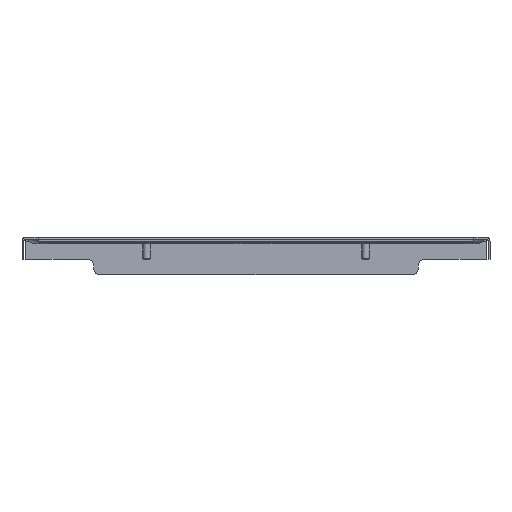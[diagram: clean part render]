
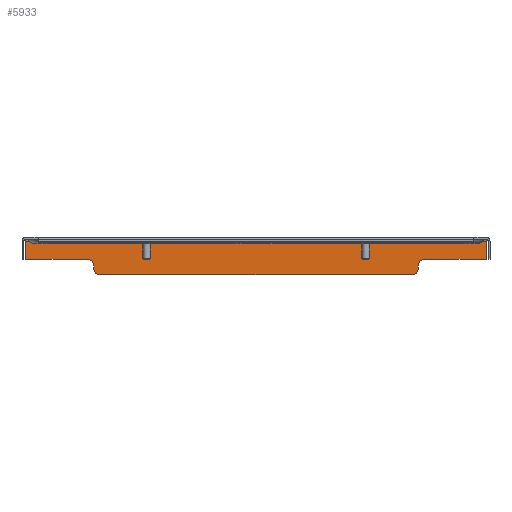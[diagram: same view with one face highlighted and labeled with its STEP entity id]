
A CAD part, front view. The second image highlights one B-rep face of the part: STEP entity #5933.
In plain terms, the highlighted planar face has unit normal (0, -1, 0).
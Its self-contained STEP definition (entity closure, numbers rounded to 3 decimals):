
#40 = EDGE_CURVE ( 'NONE', #3046, #331, #3983, .T. ) ;
#144 = LINE ( 'NONE', #1491, #3476 ) ;
#178 = CARTESIAN_POINT ( 'NONE',  ( -131.086, 598.5, -25. ) ) ;
#221 = DIRECTION ( 'NONE',  ( 0., 0., 1. ) ) ;
#256 = DIRECTION ( 'NONE',  ( 0., 0., -1. ) ) ;
#310 = VECTOR ( 'NONE', #6529, 1000. ) ;
#331 = VERTEX_POINT ( 'NONE', #6167 ) ;
#363 = VECTOR ( 'NONE', #4685, 1000. ) ;
#754 = CIRCLE ( 'NONE', #5401, 5. ) ;
#922 = EDGE_CURVE ( 'NONE', #3979, #3046, #3677, .T. ) ;
#944 = DIRECTION ( 'NONE',  ( 0., 0., -1. ) ) ;
#1106 = CIRCLE ( 'NONE', #1355, 5. ) ;
#1130 = EDGE_CURVE ( 'NONE', #3979, #3911, #2125, .T. ) ;
#1141 = EDGE_CURVE ( 'NONE', #331, #4304, #3982, .T. ) ;
#1242 = CIRCLE ( 'NONE', #4107, 5. ) ;
#1291 = ORIENTED_EDGE ( 'NONE', *, *, #1333, .T. ) ;
#1333 = EDGE_CURVE ( 'NONE', #4100, #4304, #7909, .T. ) ;
#1338 = ORIENTED_EDGE ( 'NONE', *, *, #1141, .F. ) ;
#1355 = AXIS2_PLACEMENT_3D ( 'NONE', #7607, #6364, #221 ) ;
#1446 = ORIENTED_EDGE ( 'NONE', *, *, #4428, .T. ) ;
#1464 = DIRECTION ( 'NONE',  ( 0., 1., 0. ) ) ;
#1491 = CARTESIAN_POINT ( 'NONE',  ( 0., 598.5, -30. ) ) ;
#1509 = ORIENTED_EDGE ( 'NONE', *, *, #40, .F. ) ;
#1518 = CARTESIAN_POINT ( 'NONE',  ( -186.086, 598.5, 0. ) ) ;
#1638 = CARTESIAN_POINT ( 'NONE',  ( -136.086, 598.5, -22.8 ) ) ;
#2125 = LINE ( 'NONE', #1518, #3770 ) ;
#2455 = CARTESIAN_POINT ( 'NONE',  ( -186.086, 598.5, -17.8 ) ) ;
#2506 = DIRECTION ( 'NONE',  ( 0., 0., 1. ) ) ;
#2678 = EDGE_CURVE ( 'NONE', #6156, #3765, #754, .T. ) ;
#2684 = PLANE ( 'NONE',  #7339 ) ;
#2687 = ORIENTED_EDGE ( 'NONE', *, *, #3578, .T. ) ;
#2696 = CARTESIAN_POINT ( 'NONE',  ( 131.086, 598.5, -22.8 ) ) ;
#2822 = VERTEX_POINT ( 'NONE', #5899 ) ;
#2929 = DIRECTION ( 'NONE',  ( 0., 1., 0. ) ) ;
#2990 = CARTESIAN_POINT ( 'NONE',  ( 131.086, 598.5, -30. ) ) ;
#3014 = CARTESIAN_POINT ( 'NONE',  ( -131.086, 598.5, -22.8 ) ) ;
#3046 = VERTEX_POINT ( 'NONE', #5678 ) ;
#3233 = CARTESIAN_POINT ( 'NONE',  ( 136.086, 598.5, -17.8 ) ) ;
#3240 = ORIENTED_EDGE ( 'NONE', *, *, #6270, .F. ) ;
#3252 = LINE ( 'NONE', #5751, #5595 ) ;
#3260 = DIRECTION ( 'NONE',  ( 1., 0., 0. ) ) ;
#3275 = CARTESIAN_POINT ( 'NONE',  ( 0., 598.5, 0. ) ) ;
#3476 = VECTOR ( 'NONE', #3260, 1000. ) ;
#3578 = EDGE_CURVE ( 'NONE', #3867, #6622, #1242, .T. ) ;
#3613 = AXIS2_PLACEMENT_3D ( 'NONE', #4145, #2929, #5415 ) ;
#3677 = LINE ( 'NONE', #6865, #5611 ) ;
#3708 = DIRECTION ( 'NONE',  ( 0., -1., 0. ) ) ;
#3727 = CARTESIAN_POINT ( 'NONE',  ( -186.086, 598.5, -3. ) ) ;
#3765 = VERTEX_POINT ( 'NONE', #4454 ) ;
#3770 = VECTOR ( 'NONE', #944, 1000. ) ;
#3867 = VERTEX_POINT ( 'NONE', #4174 ) ;
#3875 = ORIENTED_EDGE ( 'NONE', *, *, #922, .F. ) ;
#3911 = VERTEX_POINT ( 'NONE', #2455 ) ;
#3928 = DIRECTION ( 'NONE',  ( 0., 0., 1. ) ) ;
#3979 = VERTEX_POINT ( 'NONE', #3727 ) ;
#3982 = LINE ( 'NONE', #5256, #310 ) ;
#3983 = LINE ( 'NONE', #6271, #6530 ) ;
#4099 = VERTEX_POINT ( 'NONE', #178 ) ;
#4100 = VERTEX_POINT ( 'NONE', #2696 ) ;
#4107 = AXIS2_PLACEMENT_3D ( 'NONE', #1638, #6639, #4764 ) ;
#4145 = CARTESIAN_POINT ( 'NONE',  ( 136.086, 598.5, -22.8 ) ) ;
#4174 = CARTESIAN_POINT ( 'NONE',  ( -136.086, 598.5, -17.8 ) ) ;
#4304 = VERTEX_POINT ( 'NONE', #3233 ) ;
#4396 = ORIENTED_EDGE ( 'NONE', *, *, #1130, .T. ) ;
#4428 = EDGE_CURVE ( 'NONE', #4099, #2822, #1106, .T. ) ;
#4454 = CARTESIAN_POINT ( 'NONE',  ( 131.086, 598.5, -25. ) ) ;
#4685 = DIRECTION ( 'NONE',  ( 0., 0., 1. ) ) ;
#4764 = DIRECTION ( 'NONE',  ( 0., 0., 1. ) ) ;
#5256 = CARTESIAN_POINT ( 'NONE',  ( 186.086, 598.5, -17.8 ) ) ;
#5373 = LINE ( 'NONE', #2990, #7116 ) ;
#5401 = AXIS2_PLACEMENT_3D ( 'NONE', #6163, #3708, #2506 ) ;
#5415 = DIRECTION ( 'NONE',  ( 0., 0., 1. ) ) ;
#5595 = VECTOR ( 'NONE', #7050, 1000. ) ;
#5611 = VECTOR ( 'NONE', #7474, 1000. ) ;
#5678 = CARTESIAN_POINT ( 'NONE',  ( 186.086, 598.5, -3. ) ) ;
#5751 = CARTESIAN_POINT ( 'NONE',  ( -186.086, 598.5, -17.8 ) ) ;
#5899 = CARTESIAN_POINT ( 'NONE',  ( -126.086, 598.5, -30. ) ) ;
#5933 = ADVANCED_FACE ( 'NONE', ( #7590 ), #2684, .F. ) ;
#6059 = DIRECTION ( 'NONE',  ( 0., 0., -1. ) ) ;
#6156 = VERTEX_POINT ( 'NONE', #6989 ) ;
#6163 = CARTESIAN_POINT ( 'NONE',  ( 126.086, 598.5, -25. ) ) ;
#6167 = CARTESIAN_POINT ( 'NONE',  ( 186.086, 598.5, -17.8 ) ) ;
#6270 = EDGE_CURVE ( 'NONE', #4099, #6622, #7127, .T. ) ;
#6271 = CARTESIAN_POINT ( 'NONE',  ( 186.086, 598.5, -1.5 ) ) ;
#6364 = DIRECTION ( 'NONE',  ( 0., -1., 0. ) ) ;
#6526 = ORIENTED_EDGE ( 'NONE', *, *, #7292, .F. ) ;
#6529 = DIRECTION ( 'NONE',  ( -1., 0., 0. ) ) ;
#6530 = VECTOR ( 'NONE', #256, 1000. ) ;
#6622 = VERTEX_POINT ( 'NONE', #3014 ) ;
#6639 = DIRECTION ( 'NONE',  ( 0., 1., 0. ) ) ;
#6865 = CARTESIAN_POINT ( 'NONE',  ( -189., 598.5, -3. ) ) ;
#6872 = EDGE_CURVE ( 'NONE', #2822, #6156, #144, .T. ) ;
#6989 = CARTESIAN_POINT ( 'NONE',  ( 126.086, 598.5, -30. ) ) ;
#7013 = ORIENTED_EDGE ( 'NONE', *, *, #7790, .F. ) ;
#7050 = DIRECTION ( 'NONE',  ( -1., 0., 0. ) ) ;
#7064 = ORIENTED_EDGE ( 'NONE', *, *, #6872, .T. ) ;
#7114 = EDGE_LOOP ( 'NONE', ( #3240, #1446, #7064, #7878, #7013, #1291, #1338, #1509, #3875, #4396, #6526, #2687 ) ) ;
#7116 = VECTOR ( 'NONE', #6059, 1000. ) ;
#7127 = LINE ( 'NONE', #7775, #363 ) ;
#7292 = EDGE_CURVE ( 'NONE', #3867, #3911, #3252, .T. ) ;
#7339 = AXIS2_PLACEMENT_3D ( 'NONE', #3275, #1464, #3928 ) ;
#7474 = DIRECTION ( 'NONE',  ( 1., 0., 0. ) ) ;
#7590 = FACE_OUTER_BOUND ( 'NONE', #7114, .T. ) ;
#7607 = CARTESIAN_POINT ( 'NONE',  ( -126.086, 598.5, -25. ) ) ;
#7775 = CARTESIAN_POINT ( 'NONE',  ( -131.086, 598.5, -30. ) ) ;
#7790 = EDGE_CURVE ( 'NONE', #4100, #3765, #5373, .T. ) ;
#7878 = ORIENTED_EDGE ( 'NONE', *, *, #2678, .T. ) ;
#7909 = CIRCLE ( 'NONE', #3613, 5. ) ;
